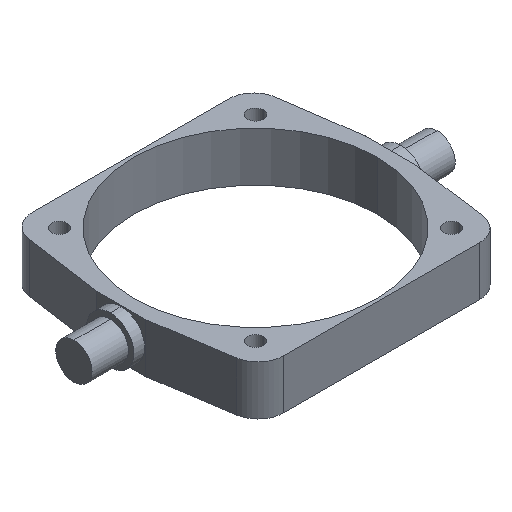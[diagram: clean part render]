
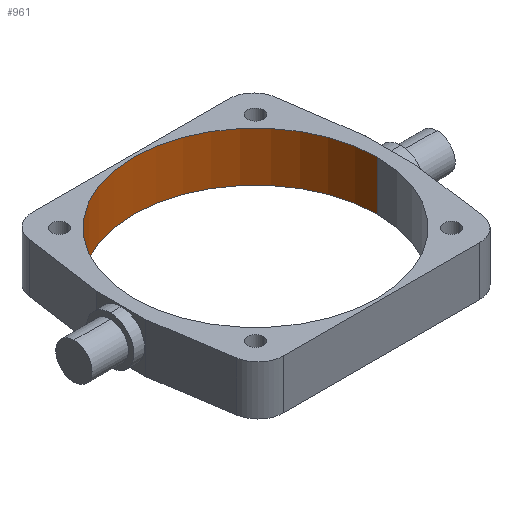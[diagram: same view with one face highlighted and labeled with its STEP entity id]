
A CAD part, isometric view. The second image highlights one B-rep face of the part: STEP entity #961.
In plain terms, the highlighted cylindrical face has radius 168.1 mm (diameter 336.2 mm), a partial arc.
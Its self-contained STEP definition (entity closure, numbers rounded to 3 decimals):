
#3 = VERTEX_POINT ( 'NONE', #37 ) ;
#21 = CARTESIAN_POINT ( 'NONE',  ( -168.1, 0., 68. ) ) ;
#37 = CARTESIAN_POINT ( 'NONE',  ( -168.1, 0., 0. ) ) ;
#59 = VERTEX_POINT ( 'NONE', #21 ) ;
#73 = VERTEX_POINT ( 'NONE', #193 ) ;
#86 = VERTEX_POINT ( 'NONE', #178 ) ;
#98 = LINE ( 'NONE', #844, #127 ) ;
#99 = VECTOR ( 'NONE', #836, 1000. ) ;
#105 = LINE ( 'NONE', #834, #99 ) ;
#127 = VECTOR ( 'NONE', #845, 1000. ) ;
#178 = CARTESIAN_POINT ( 'NONE',  ( 168.1, 0., 68. ) ) ;
#193 = CARTESIAN_POINT ( 'NONE',  ( 168.1, 0., 0. ) ) ;
#210 = CARTESIAN_POINT ( 'NONE',  ( 0., 0., 68. ) ) ;
#223 = DIRECTION ( 'NONE',  ( 0., 0., -1. ) ) ;
#311 = DIRECTION ( 'NONE',  ( 1., 0., 0. ) ) ;
#326 = DIRECTION ( 'NONE',  ( -1., 0., 0. ) ) ;
#342 = CARTESIAN_POINT ( 'NONE',  ( 0., 0., 0. ) ) ;
#415 = DIRECTION ( 'NONE',  ( 0., 0., 1. ) ) ;
#446 = ORIENTED_EDGE ( 'NONE', *, *, #1052, .T. ) ;
#478 = ORIENTED_EDGE ( 'NONE', *, *, #1038, .F. ) ;
#512 = ORIENTED_EDGE ( 'NONE', *, *, #1077, .T. ) ;
#522 = EDGE_LOOP ( 'NONE', ( #665, #446, #512, #478 ) ) ;
#624 = FACE_OUTER_BOUND ( 'NONE', #522, .T. ) ;
#628 = CYLINDRICAL_SURFACE ( 'NONE', #1108, 168.1 ) ;
#665 = ORIENTED_EDGE ( 'NONE', *, *, #1081, .F. ) ;
#717 = CIRCLE ( 'NONE', #1173, 168.1 ) ;
#765 = CIRCLE ( 'NONE', #1164, 168.1 ) ;
#834 = CARTESIAN_POINT ( 'NONE',  ( -168.1, 0., 68. ) ) ;
#836 = DIRECTION ( 'NONE',  ( 0., 0., -1. ) ) ;
#844 = CARTESIAN_POINT ( 'NONE',  ( 168.1, 0., 68. ) ) ;
#845 = DIRECTION ( 'NONE',  ( 0., 0., -1. ) ) ;
#851 = CARTESIAN_POINT ( 'NONE',  ( 0., 0., 68. ) ) ;
#871 = DIRECTION ( 'NONE',  ( 0., 0., 1. ) ) ;
#873 = DIRECTION ( 'NONE',  ( 1., 0., 0. ) ) ;
#961 = ADVANCED_FACE ( 'NONE', ( #624 ), #628, .F. ) ;
#1038 = EDGE_CURVE ( 'NONE', #73, #3, #765, .T. ) ;
#1052 = EDGE_CURVE ( 'NONE', #86, #59, #717, .T. ) ;
#1077 = EDGE_CURVE ( 'NONE', #59, #3, #105, .T. ) ;
#1081 = EDGE_CURVE ( 'NONE', #86, #73, #98, .T. ) ;
#1108 = AXIS2_PLACEMENT_3D ( 'NONE', #210, #223, #326 ) ;
#1164 = AXIS2_PLACEMENT_3D ( 'NONE', #342, #415, #311 ) ;
#1173 = AXIS2_PLACEMENT_3D ( 'NONE', #851, #871, #873 ) ;
